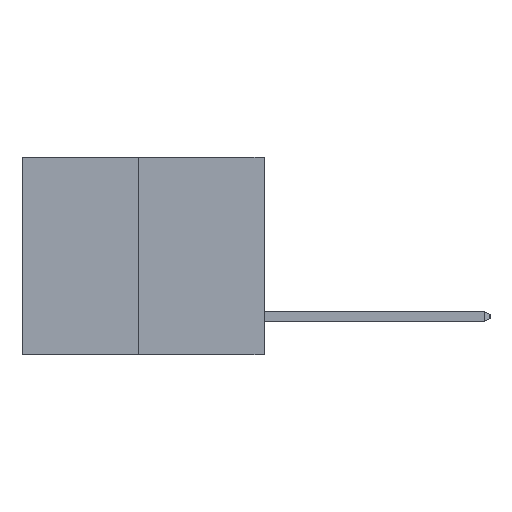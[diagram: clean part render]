
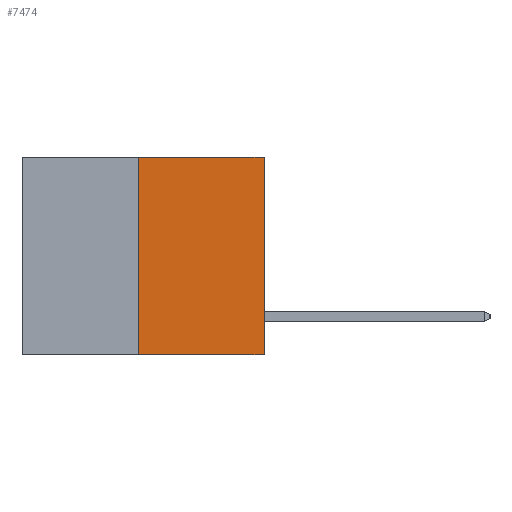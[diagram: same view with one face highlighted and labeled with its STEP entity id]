
A CAD part, left-side view. The second image highlights one B-rep face of the part: STEP entity #7474.
In plain terms, the highlighted planar face has unit normal (-1, 0, 0).
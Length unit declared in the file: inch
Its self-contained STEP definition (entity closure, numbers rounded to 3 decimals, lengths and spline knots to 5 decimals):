
#728 = DIRECTION ( 'NONE',  ( 1., 0., 0. ) ) ;
#848 = CARTESIAN_POINT ( 'NONE',  ( 0., 0.312, 0. ) ) ;
#1571 = VERTEX_POINT ( 'NONE', #27493 ) ;
#2645 = DIRECTION ( 'NONE',  ( 0., 0., 1. ) ) ;
#2846 = VERTEX_POINT ( 'NONE', #9367 ) ;
#4150 = VERTEX_POINT ( 'NONE', #848 ) ;
#6279 = LINE ( 'NONE', #7428, #24768 ) ;
#6443 = EDGE_LOOP ( 'NONE', ( #6799, #23022, #16750, #27635 ) ) ;
#6799 = ORIENTED_EDGE ( 'NONE', *, *, #14331, .F. ) ;
#7161 = DIRECTION ( 'NONE',  ( 0., 0., -1. ) ) ;
#7428 = CARTESIAN_POINT ( 'NONE',  ( 0., 0.6, -0.49 ) ) ;
#7474 = ADVANCED_FACE ( 'NONE', ( #18680 ), #15592, .F. ) ;
#9367 = CARTESIAN_POINT ( 'NONE',  ( 0., 0.312, -0.49 ) ) ;
#11791 = EDGE_CURVE ( 'NONE', #1571, #22114, #19434, .T. ) ;
#11889 = DIRECTION ( 'NONE',  ( 0., -1., 0. ) ) ;
#12015 = LINE ( 'NONE', #27715, #14792 ) ;
#14331 = EDGE_CURVE ( 'NONE', #2846, #4150, #23054, .T. ) ;
#14792 = VECTOR ( 'NONE', #21328, 39.37008 ) ;
#15151 = DIRECTION ( 'NONE',  ( 0., 0., 1. ) ) ;
#15592 = PLANE ( 'NONE',  #15816 ) ;
#15816 = AXIS2_PLACEMENT_3D ( 'NONE', #24554, #728, #7161 ) ;
#16750 = ORIENTED_EDGE ( 'NONE', *, *, #11791, .T. ) ;
#18054 = CARTESIAN_POINT ( 'NONE',  ( 0., 0., 0. ) ) ;
#18252 = VECTOR ( 'NONE', #15151, 39.37008 ) ;
#18680 = FACE_OUTER_BOUND ( 'NONE', #6443, .T. ) ;
#19434 = LINE ( 'NONE', #26539, #23848 ) ;
#21328 = DIRECTION ( 'NONE',  ( 0., -1., 0. ) ) ;
#22114 = VERTEX_POINT ( 'NONE', #18054 ) ;
#23022 = ORIENTED_EDGE ( 'NONE', *, *, #25343, .T. ) ;
#23054 = LINE ( 'NONE', #24178, #18252 ) ;
#23848 = VECTOR ( 'NONE', #2645, 39.37008 ) ;
#24178 = CARTESIAN_POINT ( 'NONE',  ( 0., 0.312, -0.49 ) ) ;
#24554 = CARTESIAN_POINT ( 'NONE',  ( 0., 0.6, 0. ) ) ;
#24768 = VECTOR ( 'NONE', #11889, 39.37008 ) ;
#25343 = EDGE_CURVE ( 'NONE', #2846, #1571, #6279, .T. ) ;
#26319 = EDGE_CURVE ( 'NONE', #4150, #22114, #12015, .T. ) ;
#26539 = CARTESIAN_POINT ( 'NONE',  ( 0., 0., 0. ) ) ;
#27493 = CARTESIAN_POINT ( 'NONE',  ( 0., 0., -0.49 ) ) ;
#27635 = ORIENTED_EDGE ( 'NONE', *, *, #26319, .F. ) ;
#27715 = CARTESIAN_POINT ( 'NONE',  ( 0., 0.6, 0. ) ) ;
